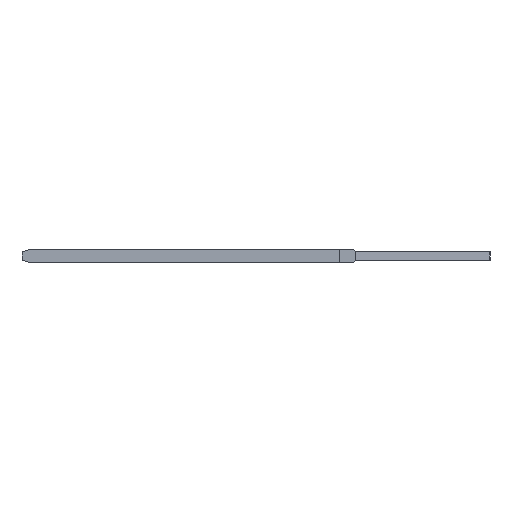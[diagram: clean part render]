
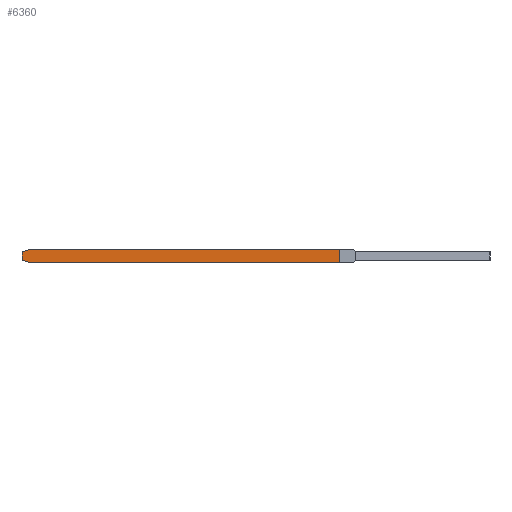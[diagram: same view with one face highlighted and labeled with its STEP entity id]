
A CAD part, left-side view. The second image highlights one B-rep face of the part: STEP entity #6360.
In plain terms, the highlighted planar face has unit normal (-1, 0, 0).
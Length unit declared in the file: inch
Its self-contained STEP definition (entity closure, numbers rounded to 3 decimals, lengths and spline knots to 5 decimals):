
#60=FACE_OUTER_BOUND('',#410,.T.);
#410=EDGE_LOOP('',(#4187,#4188,#4189,#4190,#4191,#4192));
#769=LINE('',#8712,#1693);
#779=LINE('',#8731,#1703);
#785=LINE('',#8744,#1709);
#787=LINE('',#8748,#1711);
#793=LINE('',#8759,#1717);
#794=LINE('',#8760,#1718);
#1693=VECTOR('',#7086,0.3937);
#1703=VECTOR('',#7098,0.3937);
#1709=VECTOR('',#7108,0.3937);
#1711=VECTOR('',#7112,0.3937);
#1717=VECTOR('',#7120,0.3937);
#1718=VECTOR('',#7121,0.3937);
#2617=VERTEX_POINT('',#8710);
#2618=VERTEX_POINT('',#8711);
#2626=VERTEX_POINT('',#8729);
#2630=VERTEX_POINT('',#8741);
#2631=VERTEX_POINT('',#8743);
#2632=VERTEX_POINT('',#8747);
#3233=EDGE_CURVE('',#2617,#2618,#769,.T.);
#3243=EDGE_CURVE('',#2626,#2617,#779,.T.);
#3249=EDGE_CURVE('',#2630,#2631,#785,.T.);
#3251=EDGE_CURVE('',#2632,#2631,#787,.T.);
#3257=EDGE_CURVE('',#2632,#2626,#793,.T.);
#3258=EDGE_CURVE('',#2618,#2630,#794,.T.);
#4187=ORIENTED_EDGE('',*,*,#3233,.F.);
#4188=ORIENTED_EDGE('',*,*,#3243,.F.);
#4189=ORIENTED_EDGE('',*,*,#3257,.F.);
#4190=ORIENTED_EDGE('',*,*,#3251,.T.);
#4191=ORIENTED_EDGE('',*,*,#3249,.F.);
#4192=ORIENTED_EDGE('',*,*,#3258,.F.);
#6010=PLANE('',#6737);
#6360=ADVANCED_FACE('',(#60),#6010,.T.);
#6737=AXIS2_PLACEMENT_3D('',#8758,#7118,#7119);
#7086=DIRECTION('',(0.,0.949,0.316));
#7098=DIRECTION('',(0.,1.,0.));
#7108=DIRECTION('',(0.,-0.949,0.316));
#7112=DIRECTION('',(0.,1.,0.));
#7118=DIRECTION('center_axis',(-1.,0.,0.));
#7119=DIRECTION('ref_axis',(0.,0.,1.));
#7120=DIRECTION('',(0.,0.,-1.));
#7121=DIRECTION('',(0.,0.,1.));
#8710=CARTESIAN_POINT('',(-0.15588,0.60437,-0.0045));
#8711=CARTESIAN_POINT('',(-0.15588,0.61937,0.0005));
#8712=CARTESIAN_POINT('',(-0.15588,0.34937,-0.0895));
#8729=CARTESIAN_POINT('',(-0.15588,0.02937,-0.0045));
#8731=CARTESIAN_POINT('',(-0.15588,0.02937,-0.0045));
#8741=CARTESIAN_POINT('',(-0.15588,0.61937,0.0155));
#8743=CARTESIAN_POINT('',(-0.15588,0.60437,0.0205));
#8744=CARTESIAN_POINT('',(-0.15588,0.35312,0.10425));
#8747=CARTESIAN_POINT('',(-0.15588,0.02937,0.0205));
#8748=CARTESIAN_POINT('',(-0.15588,0.02937,0.0205));
#8758=CARTESIAN_POINT('Origin',(-0.15588,0.02937,-0.0045));
#8759=CARTESIAN_POINT('',(-0.15588,0.02937,0.00175));
#8760=CARTESIAN_POINT('',(-0.15588,0.61937,-0.0045));
